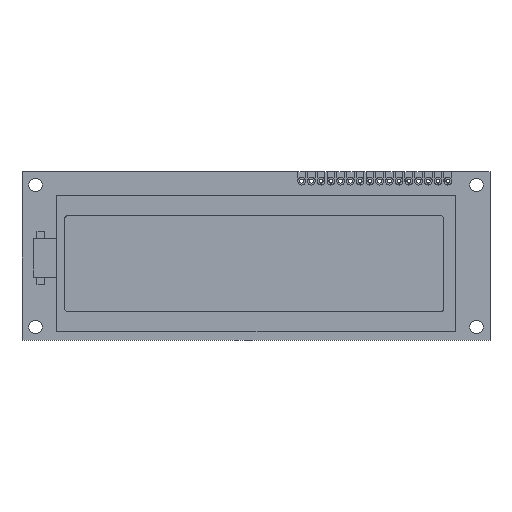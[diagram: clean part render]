
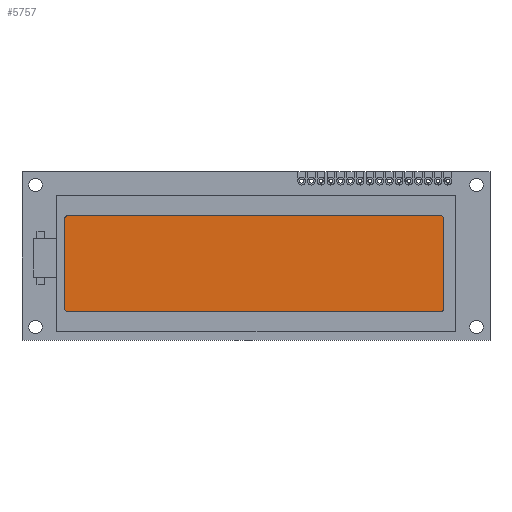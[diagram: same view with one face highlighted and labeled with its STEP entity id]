
A CAD part, top view. The second image highlights one B-rep face of the part: STEP entity #5757.
In plain terms, the highlighted planar face has unit normal (0, 0, 1).
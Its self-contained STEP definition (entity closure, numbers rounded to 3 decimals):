
#5481 = EDGE_CURVE('',#5482,#5484,#5486,.T.);
#5482 = VERTEX_POINT('',#5483);
#5483 = CARTESIAN_POINT('',(36.1,-34.,11.4));
#5484 = VERTEX_POINT('',#5485);
#5485 = CARTESIAN_POINT('',(37.1,-33.,11.4));
#5486 = CIRCLE('',#5487,1.);
#5487 = AXIS2_PLACEMENT_3D('',#5488,#5489,#5490);
#5488 = CARTESIAN_POINT('',(36.1,-33.,11.4));
#5489 = DIRECTION('',(0.,0.,1.));
#5490 = DIRECTION('',(0.,-1.,0.));
#5492 = EDGE_CURVE('',#5493,#5482,#5495,.T.);
#5493 = VERTEX_POINT('',#5494);
#5494 = CARTESIAN_POINT('',(-60.9,-34.,11.4));
#5495 = LINE('',#5496,#5497);
#5496 = CARTESIAN_POINT('',(-61.9,-34.,11.4));
#5497 = VECTOR('',#5498,1.);
#5498 = DIRECTION('',(1.,0.,0.));
#5500 = EDGE_CURVE('',#5501,#5493,#5503,.T.);
#5501 = VERTEX_POINT('',#5502);
#5502 = CARTESIAN_POINT('',(-61.9,-33.,11.4));
#5503 = CIRCLE('',#5504,1.);
#5504 = AXIS2_PLACEMENT_3D('',#5505,#5506,#5507);
#5505 = CARTESIAN_POINT('',(-60.9,-33.,11.4));
#5506 = DIRECTION('',(0.,0.,1.));
#5507 = DIRECTION('',(0.,-1.,0.));
#5509 = EDGE_CURVE('',#5501,#5510,#5512,.T.);
#5510 = VERTEX_POINT('',#5511);
#5511 = CARTESIAN_POINT('',(-61.9,-10.,11.4));
#5512 = LINE('',#5513,#5514);
#5513 = CARTESIAN_POINT('',(-61.9,-34.,11.4));
#5514 = VECTOR('',#5515,1.);
#5515 = DIRECTION('',(0.,1.,0.));
#5517 = EDGE_CURVE('',#5510,#5518,#5520,.T.);
#5518 = VERTEX_POINT('',#5519);
#5519 = CARTESIAN_POINT('',(-60.9,-9.,11.4));
#5520 = CIRCLE('',#5521,1.);
#5521 = AXIS2_PLACEMENT_3D('',#5522,#5523,#5524);
#5522 = CARTESIAN_POINT('',(-60.9,-10.,11.4));
#5523 = DIRECTION('',(0.,0.,-1.));
#5524 = DIRECTION('',(0.,-1.,0.));
#5526 = EDGE_CURVE('',#5518,#5527,#5529,.T.);
#5527 = VERTEX_POINT('',#5528);
#5528 = CARTESIAN_POINT('',(36.1,-9.,11.4));
#5529 = LINE('',#5530,#5531);
#5530 = CARTESIAN_POINT('',(-61.9,-9.,11.4));
#5531 = VECTOR('',#5532,1.);
#5532 = DIRECTION('',(1.,0.,0.));
#5534 = EDGE_CURVE('',#5535,#5527,#5537,.T.);
#5535 = VERTEX_POINT('',#5536);
#5536 = CARTESIAN_POINT('',(37.1,-10.,11.4));
#5537 = CIRCLE('',#5538,1.);
#5538 = AXIS2_PLACEMENT_3D('',#5539,#5540,#5541);
#5539 = CARTESIAN_POINT('',(36.1,-10.,11.4));
#5540 = DIRECTION('',(0.,0.,1.));
#5541 = DIRECTION('',(0.,-1.,0.));
#5543 = EDGE_CURVE('',#5484,#5535,#5544,.T.);
#5544 = LINE('',#5545,#5546);
#5545 = CARTESIAN_POINT('',(37.1,-34.,11.4));
#5546 = VECTOR('',#5547,1.);
#5547 = DIRECTION('',(0.,1.,0.));
#5757 = ADVANCED_FACE('',(#5758),#5768,.T.);
#5758 = FACE_BOUND('',#5759,.T.);
#5759 = EDGE_LOOP('',(#5760,#5761,#5762,#5763,#5764,#5765,#5766,#5767));
#5760 = ORIENTED_EDGE('',*,*,#5543,.T.);
#5761 = ORIENTED_EDGE('',*,*,#5534,.T.);
#5762 = ORIENTED_EDGE('',*,*,#5526,.F.);
#5763 = ORIENTED_EDGE('',*,*,#5517,.F.);
#5764 = ORIENTED_EDGE('',*,*,#5509,.F.);
#5765 = ORIENTED_EDGE('',*,*,#5500,.T.);
#5766 = ORIENTED_EDGE('',*,*,#5492,.T.);
#5767 = ORIENTED_EDGE('',*,*,#5481,.T.);
#5768 = PLANE('',#5769);
#5769 = AXIS2_PLACEMENT_3D('',#5770,#5771,#5772);
#5770 = CARTESIAN_POINT('',(-61.9,-34.,11.4));
#5771 = DIRECTION('',(0.,0.,1.));
#5772 = DIRECTION('',(1.,0.,0.));
